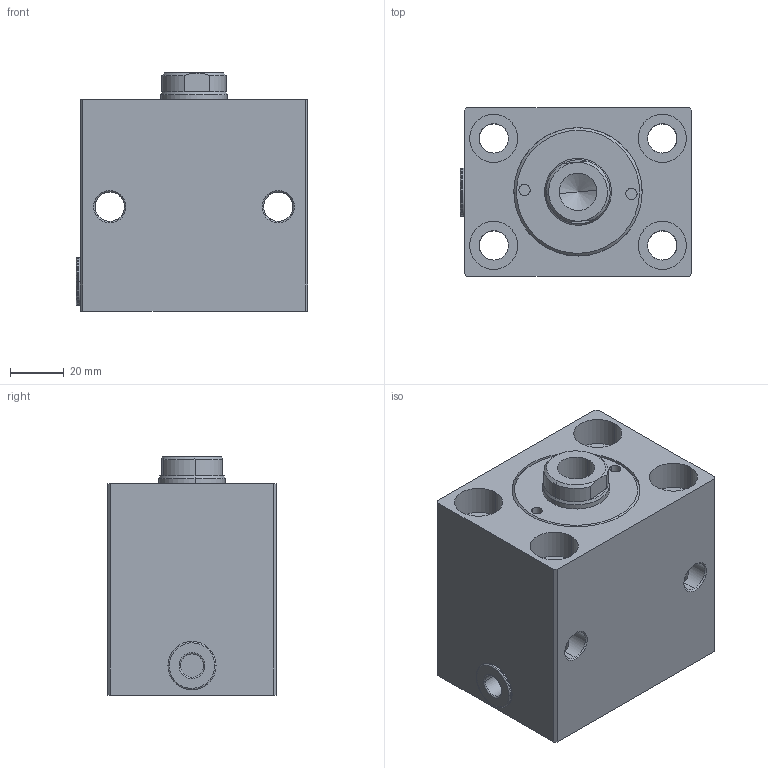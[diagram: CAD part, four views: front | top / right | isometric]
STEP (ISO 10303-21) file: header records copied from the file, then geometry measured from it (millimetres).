
FILE_DESCRIPTION (( 'STEP AP214' ), '1' );
FILE_NAME ('HBC-40SX10N等雄詢揤詰.STEP', '2019-05-10T11:01:44', ( '' ), ( '' ), 'SwSTEP 2.0', 'SolidWorks 2016', '' );
FILE_SCHEMA (( 'AUTOMOTIVE_DESIGN' ));
Length unit declared in the file: millimetre
Products named in the file (5): ǰ; 魂10; 黑2; 掛10; HBC-40SX10N等雄詢揤詰
Assembly tree (4 placements, depth 2):
  HBC-40SX10N等雄詢揤詰
    掛10
    黑2
    魂10
    ǰ
Bounding box: 86.5 x 63 x 89 mm (x, y, z)
Volume: 351419.8 mm3; surface area: 74688.9 mm2
Topology: 4 solids, 4 shells, 170 faces, 399 edges, 242 vertices
Faces by surface type: cylinder 87, plane 38, cone 23, bspline 22
Entity records: 7178 total; most frequent: CARTESIAN_POINT 3319, ORIENTED_EDGE 794, DIRECTION 754, EDGE_CURVE 397, AXIS2_PLACEMENT_3D 303, VERTEX_POINT 242, EDGE_LOOP 201, FACE_OUTER_BOUND 170
